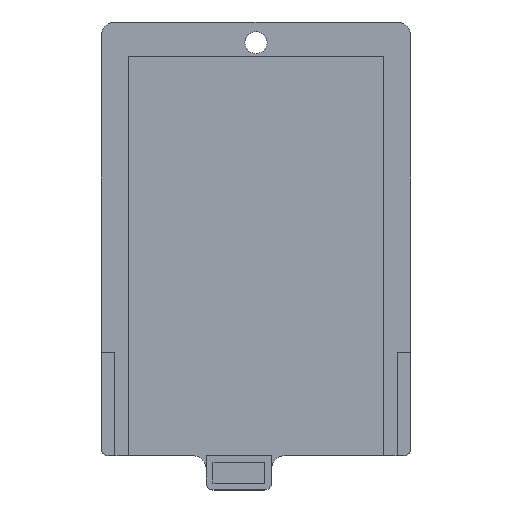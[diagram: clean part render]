
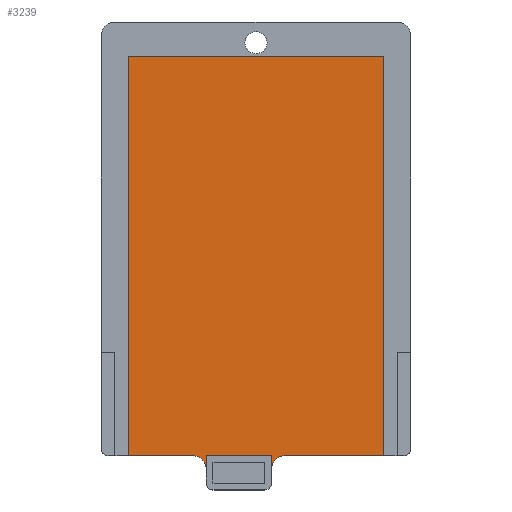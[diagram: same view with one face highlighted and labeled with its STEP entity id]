
A CAD part, top view. The second image highlights one B-rep face of the part: STEP entity #3239.
In plain terms, the highlighted planar face has unit normal (0, 0, 1).
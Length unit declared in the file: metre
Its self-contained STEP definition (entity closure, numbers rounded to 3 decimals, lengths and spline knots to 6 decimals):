
#147=LINE('',#4790,#544);
#177=LINE('',#4850,#574);
#180=LINE('',#4856,#577);
#188=LINE('',#4870,#585);
#189=LINE('',#4872,#586);
#190=LINE('',#4876,#587);
#191=LINE('',#4878,#588);
#192=LINE('',#4880,#589);
#544=VECTOR('',#3807,1.);
#574=VECTOR('',#3843,1.);
#577=VECTOR('',#3848,1.);
#585=VECTOR('',#3858,1.);
#586=VECTOR('',#3861,1.);
#587=VECTOR('',#3864,1.);
#588=VECTOR('',#3865,1.);
#589=VECTOR('',#3866,1.);
#1018=ORIENTED_EDGE('',*,*,#1976,.F.);
#1019=ORIENTED_EDGE('',*,*,#1977,.T.);
#1020=ORIENTED_EDGE('',*,*,#1978,.F.);
#1021=ORIENTED_EDGE('',*,*,#1979,.T.);
#1022=ORIENTED_EDGE('',*,*,#1980,.F.);
#1023=ORIENTED_EDGE('',*,*,#1981,.T.);
#1024=ORIENTED_EDGE('',*,*,#1934,.F.);
#1025=ORIENTED_EDGE('',*,*,#1975,.T.);
#1026=ORIENTED_EDGE('',*,*,#1967,.F.);
#1027=ORIENTED_EDGE('',*,*,#1964,.F.);
#1934=EDGE_CURVE('',#2415,#2416,#147,.T.);
#1964=EDGE_CURVE('',#2442,#2441,#177,.T.);
#1967=EDGE_CURVE('',#2441,#2445,#180,.T.);
#1975=EDGE_CURVE('',#2415,#2445,#188,.T.);
#1976=EDGE_CURVE('',#2450,#2442,#189,.T.);
#1977=EDGE_CURVE('',#2450,#2451,#2653,.F.);
#1978=EDGE_CURVE('',#2452,#2451,#190,.T.);
#1979=EDGE_CURVE('',#2452,#2453,#191,.T.);
#1980=EDGE_CURVE('',#2454,#2453,#192,.T.);
#1981=EDGE_CURVE('',#2454,#2416,#2654,.F.);
#2415=VERTEX_POINT('',#4789);
#2416=VERTEX_POINT('',#4791);
#2441=VERTEX_POINT('',#4846);
#2442=VERTEX_POINT('',#4849);
#2445=VERTEX_POINT('',#4857);
#2450=VERTEX_POINT('',#4873);
#2451=VERTEX_POINT('',#4875);
#2452=VERTEX_POINT('',#4877);
#2453=VERTEX_POINT('',#4879);
#2454=VERTEX_POINT('',#4881);
#2653=CIRCLE('',#3457,0.002);
#2654=CIRCLE('',#3458,0.002);
#2720=EDGE_LOOP('',(#1018,#1019,#1020,#1021,#1022,#1023,#1024,#1025,#1026,
#1027));
#2917=FACE_BOUND('',#2720,.T.);
#3103=PLANE('',#3456);
#3239=ADVANCED_FACE('',(#2917),#3103,.T.);
#3456=AXIS2_PLACEMENT_3D('',#4871,#3859,#3860);
#3457=AXIS2_PLACEMENT_3D('',#4874,#3862,#3863);
#3458=AXIS2_PLACEMENT_3D('',#4882,#3867,#3868);
#3807=DIRECTION('',(-1.,0.,0.));
#3843=DIRECTION('',(0.,1.,0.));
#3848=DIRECTION('',(1.,0.,0.));
#3858=DIRECTION('',(0.,1.,0.));
#3859=DIRECTION('',(0.,0.,1.));
#3860=DIRECTION('',(1.,0.,0.));
#3861=DIRECTION('',(-1.,0.,0.));
#3862=DIRECTION('',(0.,0.,1.));
#3863=DIRECTION('',(1.,0.,0.));
#3864=DIRECTION('',(0.,-1.,0.));
#3865=DIRECTION('',(1.,0.,0.));
#3866=DIRECTION('',(0.,1.,0.));
#3867=DIRECTION('',(0.,0.,1.));
#3868=DIRECTION('',(1.,0.,0.));
#4789=CARTESIAN_POINT('',(0.0215,-0.029,0.001));
#4790=CARTESIAN_POINT('',(0.,-0.029,0.001));
#4791=CARTESIAN_POINT('',(0.00425,-0.029,0.001));
#4846=CARTESIAN_POINT('',(-0.0215,0.029,0.001));
#4849=CARTESIAN_POINT('',(-0.0215,-0.029,0.001));
#4850=CARTESIAN_POINT('',(-0.0215,0.,0.001));
#4856=CARTESIAN_POINT('',(0.,0.029,0.001));
#4857=CARTESIAN_POINT('',(0.0215,0.029,0.001));
#4870=CARTESIAN_POINT('',(0.0215,0.,0.001));
#4871=CARTESIAN_POINT('',(0.,0.,0.001));
#4872=CARTESIAN_POINT('',(0.,-0.029,0.001));
#4873=CARTESIAN_POINT('',(-0.00925,-0.029,0.001));
#4874=CARTESIAN_POINT('',(-0.00925,-0.031,0.001));
#4875=CARTESIAN_POINT('',(-0.00725,-0.031,0.001));
#4876=CARTESIAN_POINT('',(-0.00725,0.,0.001));
#4877=CARTESIAN_POINT('',(-0.00725,-0.029,0.001));
#4878=CARTESIAN_POINT('',(-0.0025,-0.029,0.001));
#4879=CARTESIAN_POINT('',(0.00225,-0.029,0.001));
#4880=CARTESIAN_POINT('',(0.00225,-0.034,0.001));
#4881=CARTESIAN_POINT('',(0.00225,-0.031,0.001));
#4882=CARTESIAN_POINT('',(0.00425,-0.031,0.001));
